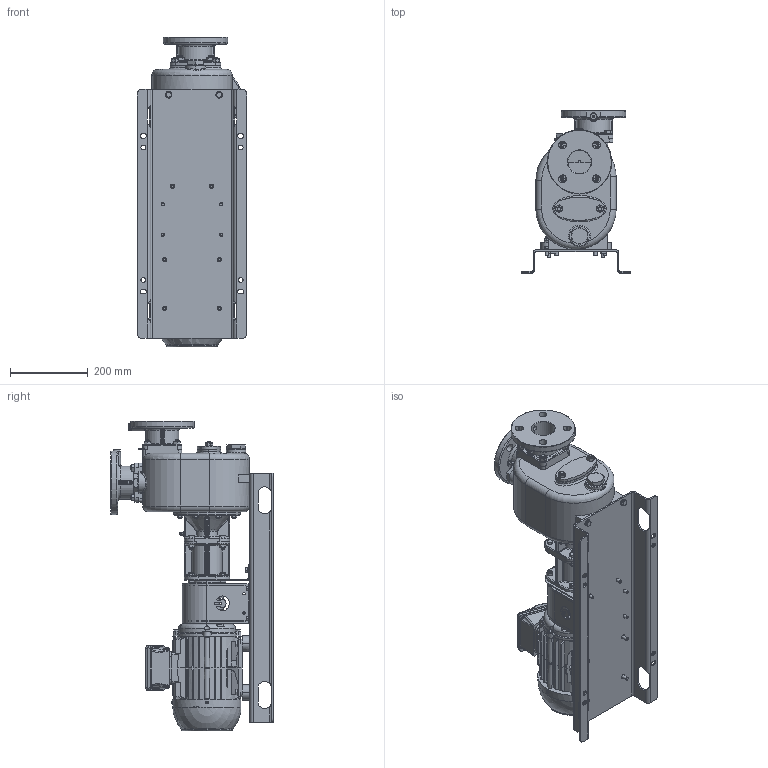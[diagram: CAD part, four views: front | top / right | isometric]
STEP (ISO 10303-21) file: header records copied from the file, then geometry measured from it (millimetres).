
FILE_DESCRIPTION((''),'2;1');
FILE_NAME('S_50_B-FIT_SW0001','2016-12-02T',('Nicola'),(''),'CREO PARAMETRIC BY PTC INC, 2015290','CREO PARAMETRIC BY PTC INC, 2015290','');
FILE_SCHEMA(('CONFIG_CONTROL_DESIGN'));
Products named in the file (1): S_50_B-FIT_SW0001
Bounding box: 280 x 417 x 795.5 mm (x, y, z)
Volume: 17244324.2 mm3; surface area: 1605655.3 mm2
Topology: 3 solids, 7 shells, 4020 faces, 9809 edges, 6065 vertices
Faces by surface type: plane 1995, cylinder 810, cone 792, bspline 209, torus 195, sphere 15, extrusion 4
Entity records: 163979 total; most frequent: CARTESIAN_POINT 72680, ORIENTED_EDGE 19598, DIRECTION 17893, EDGE_CURVE 9799, AXIS2_PLACEMENT_3D 6623, VERTEX_POINT 6065, VECTOR 4647, LINE 4643
